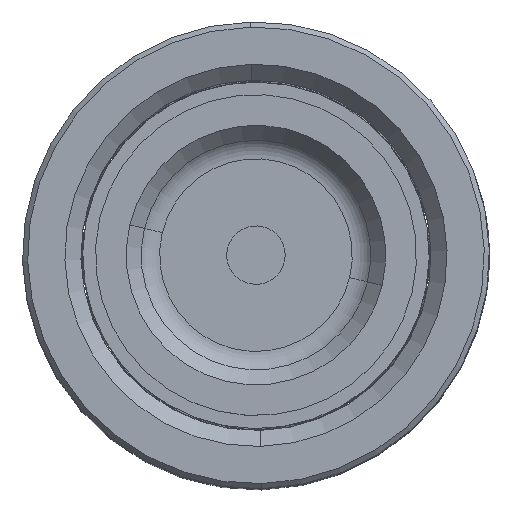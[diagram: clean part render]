
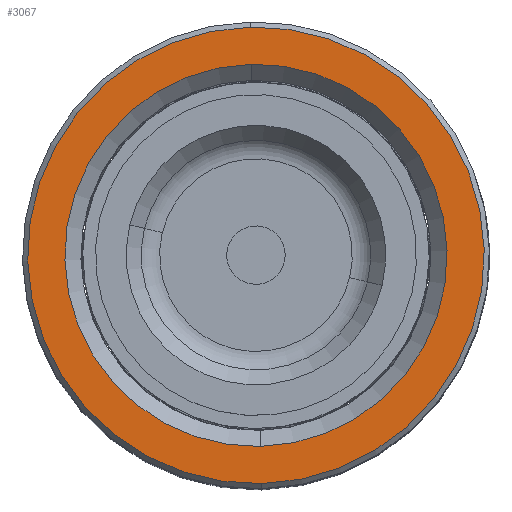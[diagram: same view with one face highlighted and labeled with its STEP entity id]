
A CAD part, top view. The second image highlights one B-rep face of the part: STEP entity #3067.
In plain terms, the highlighted planar face has unit normal (0, 0, 1).
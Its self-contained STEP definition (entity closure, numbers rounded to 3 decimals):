
#199 = DIRECTION ( 'NONE',  ( 0., 0., -1. ) ) ;
#3067 = ADVANCED_FACE ( 'NONE', ( #9855, #42112 ), #6515, .T. ) ;
#4589 = DIRECTION ( 'NONE',  ( 0., 0., 1. ) ) ;
#4738 = DIRECTION ( 'NONE',  ( 1., 0., 0. ) ) ;
#6515 = PLANE ( 'NONE',  #38561 ) ;
#6887 = DIRECTION ( 'NONE',  ( 0., 0., -1. ) ) ;
#8213 = VERTEX_POINT ( 'NONE', #21491 ) ;
#9579 = DIRECTION ( 'NONE',  ( 1., 0., 0. ) ) ;
#9855 = FACE_OUTER_BOUND ( 'NONE', #24061, .T. ) ;
#10048 = CARTESIAN_POINT ( 'NONE',  ( -31.3, 0., 100. ) ) ;
#10161 = EDGE_CURVE ( 'NONE', #33965, #24164, #41917, .T. ) ;
#10361 = EDGE_CURVE ( 'NONE', #24164, #33965, #34839, .T. ) ;
#10715 = CARTESIAN_POINT ( 'NONE',  ( 26.2, 0., 100. ) ) ;
#13643 = ORIENTED_EDGE ( 'NONE', *, *, #10361, .T. ) ;
#13902 = CIRCLE ( 'NONE', #22133, 26.2 ) ;
#13912 = CARTESIAN_POINT ( 'NONE',  ( 31.3, 0., 100. ) ) ;
#13948 = CARTESIAN_POINT ( 'NONE',  ( 0., 0., 100. ) ) ;
#15281 = EDGE_CURVE ( 'NONE', #8213, #17157, #13902, .T. ) ;
#15365 = CARTESIAN_POINT ( 'NONE',  ( 0., 0., 100. ) ) ;
#15392 = CIRCLE ( 'NONE', #30951, 26.2 ) ;
#17129 = DIRECTION ( 'NONE',  ( 1., 0., 0. ) ) ;
#17157 = VERTEX_POINT ( 'NONE', #10715 ) ;
#18549 = ORIENTED_EDGE ( 'NONE', *, *, #10161, .T. ) ;
#20200 = DIRECTION ( 'NONE',  ( 0., 0., 1. ) ) ;
#20253 = AXIS2_PLACEMENT_3D ( 'NONE', #15365, #4589, #4738 ) ;
#20536 = AXIS2_PLACEMENT_3D ( 'NONE', #30795, #20200, #9579 ) ;
#20722 = CARTESIAN_POINT ( 'NONE',  ( 0., 0., 100. ) ) ;
#21491 = CARTESIAN_POINT ( 'NONE',  ( -26.2, 0., 100. ) ) ;
#22133 = AXIS2_PLACEMENT_3D ( 'NONE', #38476, #199, #41950 ) ;
#24061 = EDGE_LOOP ( 'NONE', ( #13643, #18549 ) ) ;
#24164 = VERTEX_POINT ( 'NONE', #10048 ) ;
#24218 = DIRECTION ( 'NONE',  ( 1., 0., 0. ) ) ;
#27694 = EDGE_CURVE ( 'NONE', #17157, #8213, #15392, .T. ) ;
#30795 = CARTESIAN_POINT ( 'NONE',  ( 0., 0., 100. ) ) ;
#30951 = AXIS2_PLACEMENT_3D ( 'NONE', #20722, #6887, #24218 ) ;
#33481 = ORIENTED_EDGE ( 'NONE', *, *, #15281, .T. ) ;
#33965 = VERTEX_POINT ( 'NONE', #13912 ) ;
#34839 = CIRCLE ( 'NONE', #20536, 31.3 ) ;
#38440 = DIRECTION ( 'NONE',  ( 0., 0., 1. ) ) ;
#38476 = CARTESIAN_POINT ( 'NONE',  ( 0., 0., 100. ) ) ;
#38561 = AXIS2_PLACEMENT_3D ( 'NONE', #13948, #38440, #17129 ) ;
#41006 = EDGE_LOOP ( 'NONE', ( #42692, #33481 ) ) ;
#41917 = CIRCLE ( 'NONE', #20253, 31.3 ) ;
#41950 = DIRECTION ( 'NONE',  ( 1., 0., 0. ) ) ;
#42112 = FACE_BOUND ( 'NONE', #41006, .T. ) ;
#42692 = ORIENTED_EDGE ( 'NONE', *, *, #27694, .T. ) ;
